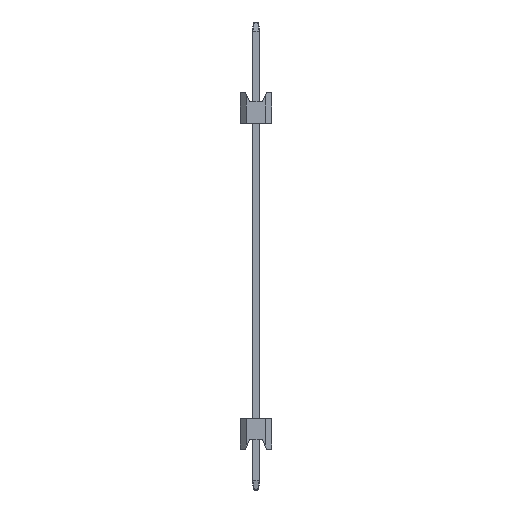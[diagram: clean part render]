
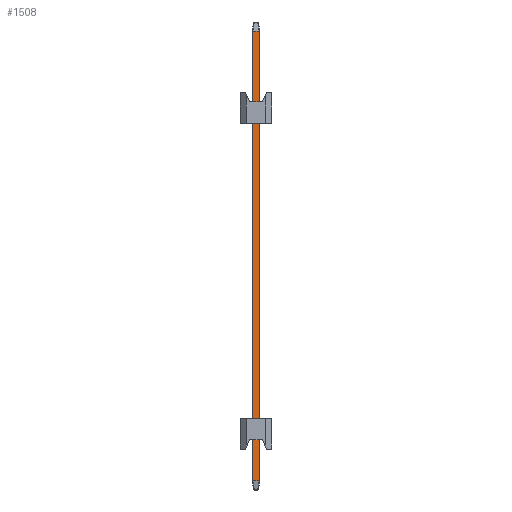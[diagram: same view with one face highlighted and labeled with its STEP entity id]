
A CAD part, left-side view. The second image highlights one B-rep face of the part: STEP entity #1508.
In plain terms, the highlighted planar face has unit normal (-1, 0, 0).
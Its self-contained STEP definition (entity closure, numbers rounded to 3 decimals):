
#438=FACE_OUTER_BOUND('',#502,.T.);
#502=EDGE_LOOP('',(#1247,#1248,#1249,#1250,#1251,#1252,#1253,#1254));
#553=LINE('',#2289,#709);
#562=LINE('',#2307,#718);
#592=LINE('',#2362,#748);
#605=LINE('',#2389,#761);
#608=LINE('',#2395,#764);
#611=LINE('',#2401,#767);
#627=LINE('',#2428,#783);
#628=LINE('',#2430,#784);
#709=VECTOR('',#1797,10.);
#718=VECTOR('',#1810,10.);
#748=VECTOR('',#1860,10.);
#761=VECTOR('',#1881,10.);
#764=VECTOR('',#1886,10.);
#767=VECTOR('',#1891,10.);
#783=VECTOR('',#1925,10.);
#784=VECTOR('',#1928,10.);
#863=VERTEX_POINT('',#2287);
#864=VERTEX_POINT('',#2288);
#871=VERTEX_POINT('',#2305);
#885=VERTEX_POINT('',#2357);
#893=VERTEX_POINT('',#2381);
#896=VERTEX_POINT('',#2387);
#898=VERTEX_POINT('',#2393);
#900=VERTEX_POINT('',#2399);
#961=EDGE_CURVE('',#863,#864,#553,.T.);
#970=EDGE_CURVE('',#871,#863,#562,.T.);
#1000=EDGE_CURVE('',#864,#885,#592,.T.);
#1013=EDGE_CURVE('',#896,#893,#605,.T.);
#1016=EDGE_CURVE('',#898,#896,#608,.T.);
#1019=EDGE_CURVE('',#900,#898,#611,.T.);
#1035=EDGE_CURVE('',#893,#871,#627,.T.);
#1036=EDGE_CURVE('',#885,#900,#628,.T.);
#1247=ORIENTED_EDGE('',*,*,#1000,.F.);
#1248=ORIENTED_EDGE('',*,*,#961,.F.);
#1249=ORIENTED_EDGE('',*,*,#970,.F.);
#1250=ORIENTED_EDGE('',*,*,#1035,.F.);
#1251=ORIENTED_EDGE('',*,*,#1013,.F.);
#1252=ORIENTED_EDGE('',*,*,#1016,.F.);
#1253=ORIENTED_EDGE('',*,*,#1019,.F.);
#1254=ORIENTED_EDGE('',*,*,#1036,.F.);
#1444=PLANE('',#1635);
#1508=ADVANCED_FACE('',(#438),#1444,.T.);
#1635=AXIS2_PLACEMENT_3D('',#2429,#1926,#1927);
#1797=DIRECTION('',(0.,0.,-1.));
#1810=DIRECTION('',(0.,-0.371,-0.928));
#1860=DIRECTION('',(0.,0.371,-0.928));
#1881=DIRECTION('',(0.,-0.371,0.928));
#1886=DIRECTION('',(0.,0.,1.));
#1891=DIRECTION('',(0.,0.371,0.928));
#1925=DIRECTION('',(0.,-1.,0.));
#1926=DIRECTION('center_axis',(-1.,0.,0.));
#1927=DIRECTION('ref_axis',(0.,-1.,0.));
#1928=DIRECTION('',(0.,1.,0.));
#2287=CARTESIAN_POINT('',(-0.32,-0.27,33.748));
#2288=CARTESIAN_POINT('',(-0.32,-0.27,-2.548));
#2289=CARTESIAN_POINT('',(-0.32,-0.27,0.));
#2305=CARTESIAN_POINT('',(-0.32,-0.269,33.75));
#2307=CARTESIAN_POINT('',(-0.32,-5.973,19.491));
#2357=CARTESIAN_POINT('',(-0.32,-0.269,-2.55));
#2362=CARTESIAN_POINT('',(-0.32,-0.593,-1.739));
#2381=CARTESIAN_POINT('',(-0.32,0.269,33.75));
#2387=CARTESIAN_POINT('',(-0.32,0.27,33.748));
#2389=CARTESIAN_POINT('',(-0.32,6.017,19.381));
#2393=CARTESIAN_POINT('',(-0.32,0.27,-2.548));
#2395=CARTESIAN_POINT('',(-0.32,0.27,0.));
#2399=CARTESIAN_POINT('',(-0.32,0.269,-2.55));
#2401=CARTESIAN_POINT('',(-0.32,0.637,-1.629));
#2428=CARTESIAN_POINT('',(-0.32,0.16,33.75));
#2429=CARTESIAN_POINT('Origin',(-0.32,0.32,0.));
#2430=CARTESIAN_POINT('',(-0.32,0.16,-2.55));
